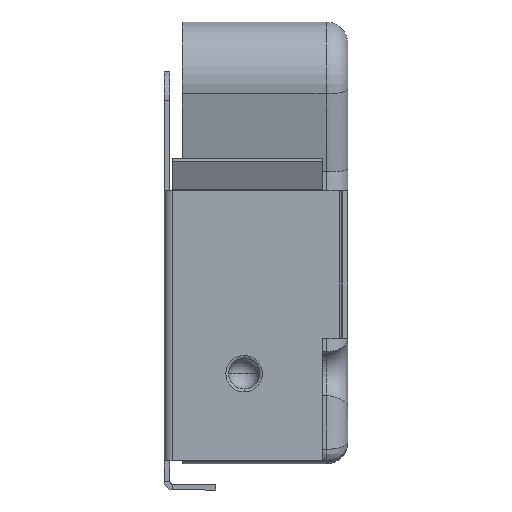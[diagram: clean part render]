
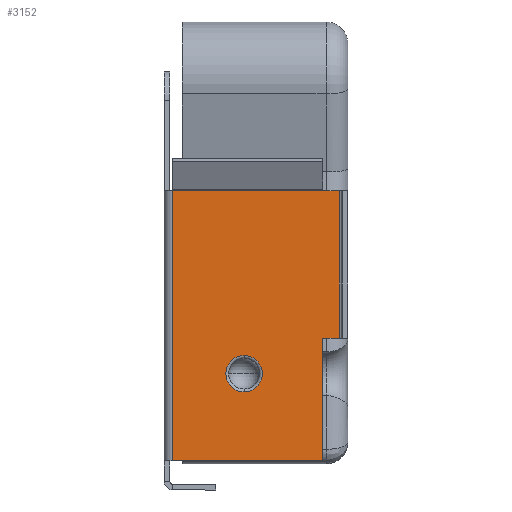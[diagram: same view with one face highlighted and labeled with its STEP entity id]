
A CAD part, left-side view. The second image highlights one B-rep face of the part: STEP entity #3152.
In plain terms, the highlighted planar face has unit normal (-1, 0, 0).
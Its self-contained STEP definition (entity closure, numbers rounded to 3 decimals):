
#59 = DIRECTION ( 'NONE',  ( 0., 0., -1. ) ) ;
#113 = VECTOR ( 'NONE', #2867, 1000. ) ;
#122 = EDGE_LOOP ( 'NONE', ( #3822, #3125 ) ) ;
#209 = DIRECTION ( 'NONE',  ( 1., 0., 0. ) ) ;
#246 = DIRECTION ( 'NONE',  ( 0., 0., -1. ) ) ;
#262 = DIRECTION ( 'NONE',  ( 0., 0., -1. ) ) ;
#320 = ORIENTED_EDGE ( 'NONE', *, *, #2430, .T. ) ;
#345 = DIRECTION ( 'NONE',  ( 0., -1., 0. ) ) ;
#412 = CARTESIAN_POINT ( 'NONE',  ( -7.15, 6.02, 3.1 ) ) ;
#560 = CARTESIAN_POINT ( 'NONE',  ( -7.15, 0.3, -1.98 ) ) ;
#570 = LINE ( 'NONE', #6169, #5399 ) ;
#822 = LINE ( 'NONE', #2448, #3601 ) ;
#882 = ORIENTED_EDGE ( 'NONE', *, *, #4645, .F. ) ;
#886 = ORIENTED_EDGE ( 'NONE', *, *, #6008, .F. ) ;
#992 = EDGE_LOOP ( 'NONE', ( #320, #886, #882, #2752, #4693, #5299, #1733 ) ) ;
#1124 = CARTESIAN_POINT ( 'NONE',  ( -7.15, 0.86, 3.1 ) ) ;
#1179 = CARTESIAN_POINT ( 'NONE',  ( -7.15, 3.57, -3.2 ) ) ;
#1555 = CARTESIAN_POINT ( 'NONE',  ( -7.15, 0.86, 3.1 ) ) ;
#1573 = FACE_OUTER_BOUND ( 'NONE', #992, .T. ) ;
#1574 = CARTESIAN_POINT ( 'NONE',  ( -7.15, 0.3, 3.1 ) ) ;
#1578 = DIRECTION ( 'NONE',  ( 0., -1., 0. ) ) ;
#1671 = VERTEX_POINT ( 'NONE', #3558 ) ;
#1692 = EDGE_CURVE ( 'NONE', #5403, #3492, #5807, .T. ) ;
#1715 = CARTESIAN_POINT ( 'NONE',  ( -7.15, 6.12, -6.2 ) ) ;
#1733 = ORIENTED_EDGE ( 'NONE', *, *, #5099, .F. ) ;
#1790 = EDGE_CURVE ( 'NONE', #2030, #2566, #2013, .T. ) ;
#1847 = AXIS2_PLACEMENT_3D ( 'NONE', #1179, #5084, #262 ) ;
#1959 = CARTESIAN_POINT ( 'NONE',  ( -7.15, 6.02, -6.2 ) ) ;
#2013 = LINE ( 'NONE', #1715, #3970 ) ;
#2030 = VERTEX_POINT ( 'NONE', #2828 ) ;
#2210 = CARTESIAN_POINT ( 'NONE',  ( -7.15, 3.57, -3.827 ) ) ;
#2395 = CARTESIAN_POINT ( 'NONE',  ( -7.15, 0.3, 3.1 ) ) ;
#2430 = EDGE_CURVE ( 'NONE', #1671, #5164, #3243, .T. ) ;
#2448 = CARTESIAN_POINT ( 'NONE',  ( -7.15, 0.86, -6.2 ) ) ;
#2547 = VECTOR ( 'NONE', #1578, 1000. ) ;
#2566 = VERTEX_POINT ( 'NONE', #1959 ) ;
#2613 = AXIS2_PLACEMENT_3D ( 'NONE', #4162, #3212, #246 ) ;
#2629 = LINE ( 'NONE', #1555, #2547 ) ;
#2700 = DIRECTION ( 'NONE',  ( 0., 1., 0. ) ) ;
#2724 = VERTEX_POINT ( 'NONE', #1574 ) ;
#2752 = ORIENTED_EDGE ( 'NONE', *, *, #3369, .F. ) ;
#2828 = CARTESIAN_POINT ( 'NONE',  ( -7.15, 0.86, -6.2 ) ) ;
#2867 = DIRECTION ( 'NONE',  ( 0., 0., -1. ) ) ;
#2921 = VERTEX_POINT ( 'NONE', #5654 ) ;
#3010 = DIRECTION ( 'NONE',  ( 0., 0., -1. ) ) ;
#3125 = ORIENTED_EDGE ( 'NONE', *, *, #5412, .T. ) ;
#3152 = ADVANCED_FACE ( 'NONE', ( #4526, #1573 ), #5054, .F. ) ;
#3212 = DIRECTION ( 'NONE',  ( 1., 0., 0. ) ) ;
#3243 = LINE ( 'NONE', #3826, #5494 ) ;
#3369 = EDGE_CURVE ( 'NONE', #5735, #2921, #4880, .T. ) ;
#3492 = VERTEX_POINT ( 'NONE', #5705 ) ;
#3558 = CARTESIAN_POINT ( 'NONE',  ( -7.15, 0.86, -1.98 ) ) ;
#3601 = VECTOR ( 'NONE', #3010, 1000. ) ;
#3822 = ORIENTED_EDGE ( 'NONE', *, *, #1692, .T. ) ;
#3826 = CARTESIAN_POINT ( 'NONE',  ( -7.15, 0.86, -1.98 ) ) ;
#3970 = VECTOR ( 'NONE', #2700, 1000. ) ;
#4162 = CARTESIAN_POINT ( 'NONE',  ( -7.15, 3.57, -3.2 ) ) ;
#4370 = DIRECTION ( 'NONE',  ( 0., -1., 0. ) ) ;
#4526 = FACE_BOUND ( 'NONE', #122, .T. ) ;
#4645 = EDGE_CURVE ( 'NONE', #2921, #2724, #2629, .T. ) ;
#4693 = ORIENTED_EDGE ( 'NONE', *, *, #5027, .T. ) ;
#4880 = LINE ( 'NONE', #6092, #5783 ) ;
#5027 = EDGE_CURVE ( 'NONE', #5735, #2566, #570, .T. ) ;
#5054 = PLANE ( 'NONE',  #5528 ) ;
#5084 = DIRECTION ( 'NONE',  ( 1., 0., 0. ) ) ;
#5099 = EDGE_CURVE ( 'NONE', #1671, #2030, #822, .T. ) ;
#5164 = VERTEX_POINT ( 'NONE', #560 ) ;
#5261 = DIRECTION ( 'NONE',  ( 0., 0., -1. ) ) ;
#5299 = ORIENTED_EDGE ( 'NONE', *, *, #1790, .F. ) ;
#5399 = VECTOR ( 'NONE', #5261, 1000. ) ;
#5403 = VERTEX_POINT ( 'NONE', #2210 ) ;
#5412 = EDGE_CURVE ( 'NONE', #3492, #5403, #5841, .T. ) ;
#5494 = VECTOR ( 'NONE', #4370, 1000. ) ;
#5528 = AXIS2_PLACEMENT_3D ( 'NONE', #1124, #209, #59 ) ;
#5654 = CARTESIAN_POINT ( 'NONE',  ( -7.15, 0.86, 3.1 ) ) ;
#5705 = CARTESIAN_POINT ( 'NONE',  ( -7.15, 3.57, -2.573 ) ) ;
#5735 = VERTEX_POINT ( 'NONE', #412 ) ;
#5783 = VECTOR ( 'NONE', #345, 1000. ) ;
#5807 = CIRCLE ( 'NONE', #1847, 0.627 ) ;
#5834 = LINE ( 'NONE', #2395, #113 ) ;
#5841 = CIRCLE ( 'NONE', #2613, 0.627 ) ;
#6008 = EDGE_CURVE ( 'NONE', #2724, #5164, #5834, .T. ) ;
#6092 = CARTESIAN_POINT ( 'NONE',  ( -7.15, 0.86, 3.1 ) ) ;
#6169 = CARTESIAN_POINT ( 'NONE',  ( -7.15, 6.02, 0. ) ) ;
